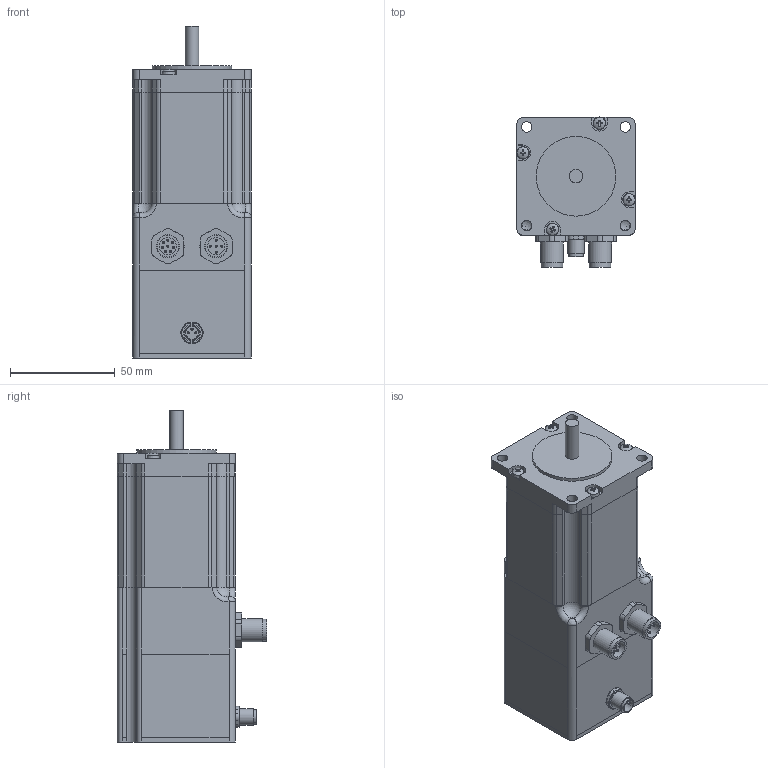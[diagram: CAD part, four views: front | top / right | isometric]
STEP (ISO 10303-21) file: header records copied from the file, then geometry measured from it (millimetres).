
FILE_DESCRIPTION(/* description */ (''),/* implementation_level */ '2;1');
FILE_NAME(/* name */ 'AS5918L4204-ENM24B.stp',/* time_stamp */ '2015-12-09T08:24:07+01:00',/* author */ ('knoll_j'),/* organization */ (''),/* preprocessor_version */ 'ST-DEVELOPER v16.1',/* originating_system */ 'Autodesk Inventor 2016',/* authorisation */ '');
FILE_SCHEMA (('AUTOMOTIVE_DESIGN { 1 0 10303 214 3 1 1 }'));
Length unit declared in the file: millimetre
Products named in the file (1): AS5918L4204-ENM24B
Bounding box: 56.7 x 71.55 x 158.6 mm (x, y, z)
Volume: 251851 mm3; surface area: 70476.4 mm2
Topology: 8 solids, 8 shells, 687 faces, 1845 edges, 1187 vertices
Faces by surface type: plane 357, cylinder 220, cone 74, torus 28, sphere 6, bspline 2
Full cylindrical faces by diameter (mm): 1 x16, 1.3 x2, 1.6 x2, 2 x6, 2.1 x2, 2.5 x6, 2.693 x4, 2.75 x4, 3 x13, 3.2 x4, 5 x4, 6 x1, 6.35 x1, 7 x1, 8 x1, 8.2 x2, 10 x3, 10.4 x2, 10.5 x1, 11 x2, 15.5 x2, 16.5 x1, 22 x1, 26 x1, 34.9 x1, 38.1 x1
Entity records: 21394 total; most frequent: CARTESIAN_POINT 4353, DIRECTION 3599, ORIENTED_EDGE 3296, EDGE_CURVE 1648, AXIS2_PLACEMENT_3D 1371, VERTEX_POINT 1126, EDGE_LOOP 920, LINE 857
